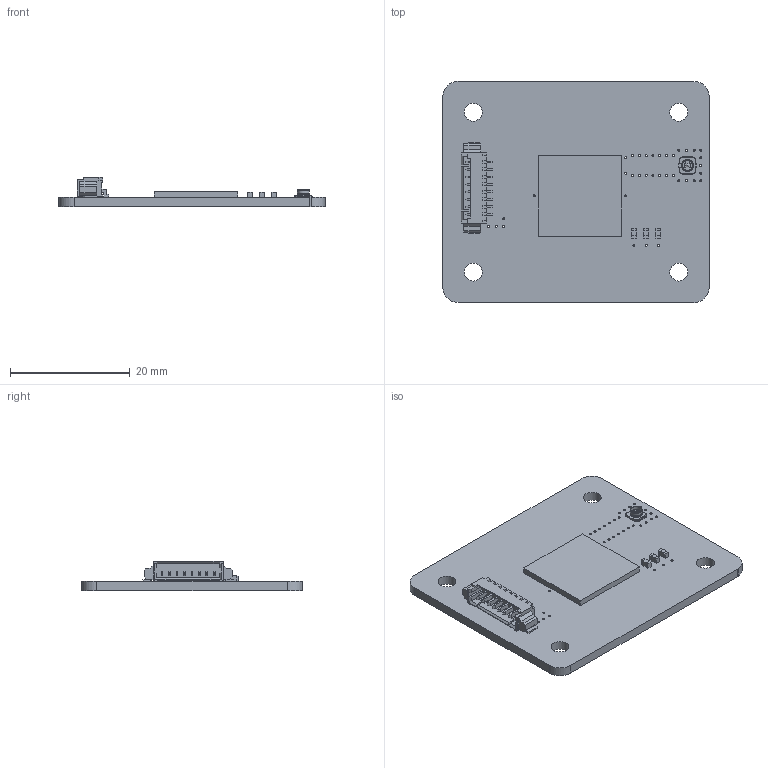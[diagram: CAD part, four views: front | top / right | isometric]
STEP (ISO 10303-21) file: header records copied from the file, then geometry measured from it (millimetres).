
FILE_DESCRIPTION(/* description */ (''),/* implementation_level */ '2;1');
FILE_NAME(/* name */ 'gps_board v3.step',/* time_stamp */ '2021-09-02T14:16:16-04:00',/* author */ (''),/* organization */ (''),/* preprocessor_version */ 'ST-DEVELOPER v18.1',/* originating_system */ 'Autodesk Translation Framework v10.10.0.1391',/* authorisation */ '');
FILE_SCHEMA (('AUTOMOTIVE_DESIGN { 1 0 10303 214 3 1 1 }'));
Length unit declared in the file: millimetre
Products named in the file (8): gps_board; Packages; 53398-0810; 3,0-PAD; RXM-GPS-FM; C0603; CONN_R-SMT-1(10); Board
Assembly tree (12 placements, depth 3):
  gps_board
    Packages
      53398-0810
      3,0-PAD  x4
      RXM-GPS-FM
      C0603  x3
      CONN_R-SMT-1(10)
    Board
Bounding box: 44.43 x 36.88 x 4.97 mm (x, y, z)
Volume: 2799.2 mm3; surface area: 4418.3 mm2
Topology: 7 solids, 7 shells, 513 faces, 1405 edges, 918 vertices
Faces by surface type: plane 429, cylinder 79, cone 4, bspline 1
Full cylindrical faces by diameter (mm): 0.35 x36, 0.5 x1, 1.7 x1, 1.86 x1, 2 x2, 3 x4
Entity records: 15744 total; most frequent: CARTESIAN_POINT 2734, ORIENTED_EDGE 2664, DIRECTION 2514, EDGE_CURVE 1332, LINE 1160, VECTOR 1160, VERTEX_POINT 870, AXIS2_PLACEMENT_3D 677
